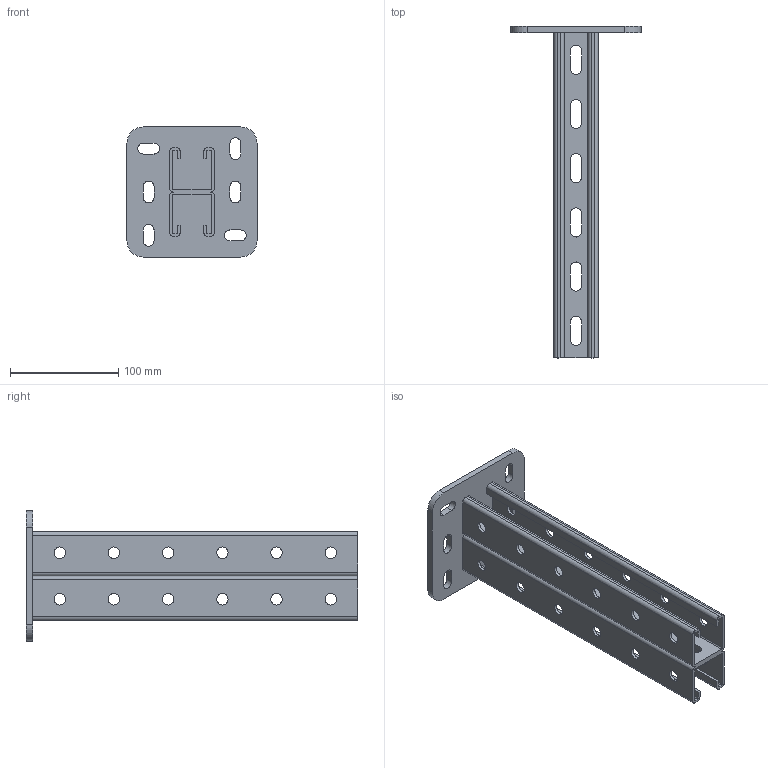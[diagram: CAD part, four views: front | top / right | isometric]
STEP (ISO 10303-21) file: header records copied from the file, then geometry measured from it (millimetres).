
FILE_DESCRIPTION (( 'STEP AP203' ), '1' );
FILE_NAME ('Ïîäâåñ BSD-41_BSD4103.STEP', '2012-11-16T09:00:03', ( 'Àñååâ' ), ( '' ), 'SwSTEP 2.0', 'SolidWorks 2012', '' );
FILE_SCHEMA (( 'CONFIG_CONTROL_DESIGN' ));
Length unit declared in the file: millimetre
Products named in the file (1): 砐鳱殥 BSD-41_BSD4103
Bounding box: 120 x 306 x 120 mm (x, y, z)
Volume: 277631.7 mm3; surface area: 179579 mm2
Topology: 1 solids, 1 shells, 137 faces, 426 edges, 292 vertices
Faces by surface type: cylinder 76, plane 61
Full cylindrical faces by diameter (mm): 10.5 x24
Entity records: 4709 total; most frequent: DIRECTION 806, CARTESIAN_POINT 784, ORIENTED_EDGE 756, EDGE_CURVE 378, AXIS2_PLACEMENT_3D 290, VERTEX_POINT 268, EDGE_LOOP 234, VECTOR 226
